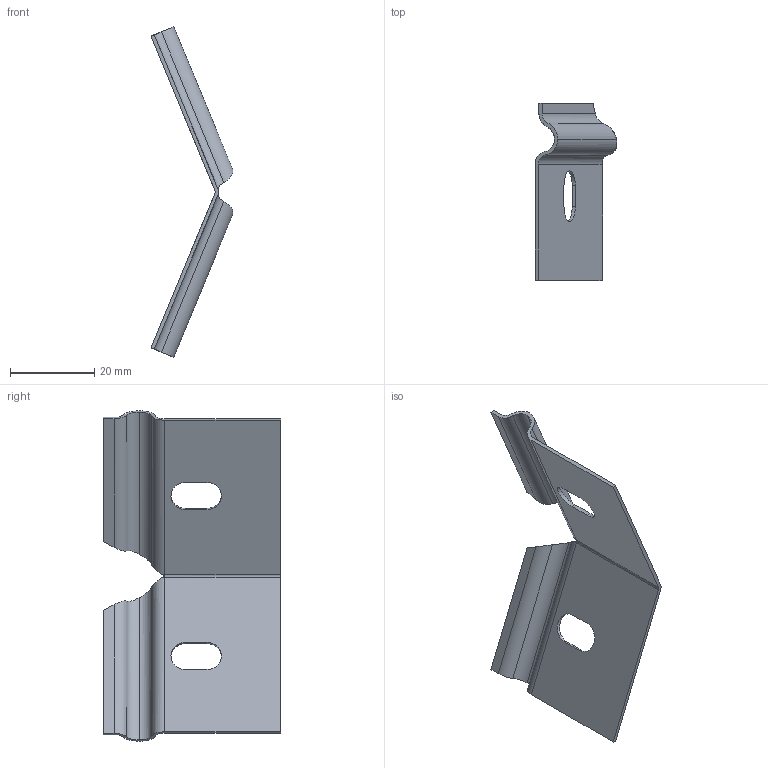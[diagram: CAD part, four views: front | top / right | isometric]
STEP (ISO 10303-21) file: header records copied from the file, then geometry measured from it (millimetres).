
FILE_DESCRIPTION(/* description */ (''),/* implementation_level */ '2;1');
FILE_NAME(/* name */ 'SP(1.2.3)Nlplus 50.ipt.stp',/* time_stamp */ '2023-05-26T09:30:36+03:00',/* author */ ('Ртищев А.О.'),/* organization */ (''),/* preprocessor_version */ 'ST-DEVELOPER v19.2',/* originating_system */ 'Autodesk Inventor 2023',/* authorisation */ '');
FILE_SCHEMA (('AUTOMOTIVE_DESIGN { 1 0 10303 214 3 1 1 }'));
Length unit declared in the file: millimetre
Products named in the file (1): Соединительная пластина 
изменяемая для 
борта 50мм "ПЛЮС"
Bounding box: 19.44 x 42 x 78.39 mm (x, y, z)
Volume: 2723.7 mm3; surface area: 7083.7 mm2
Topology: 1 solids, 1 shells, 47 faces, 123 edges, 78 vertices
Faces by surface type: cylinder 22, plane 19, torus 4, bspline 2
Entity records: 1577 total; most frequent: CARTESIAN_POINT 291, DIRECTION 261, ORIENTED_EDGE 246, EDGE_CURVE 123, AXIS2_PLACEMENT_3D 96, VERTEX_POINT 78, LINE 69, VECTOR 69
